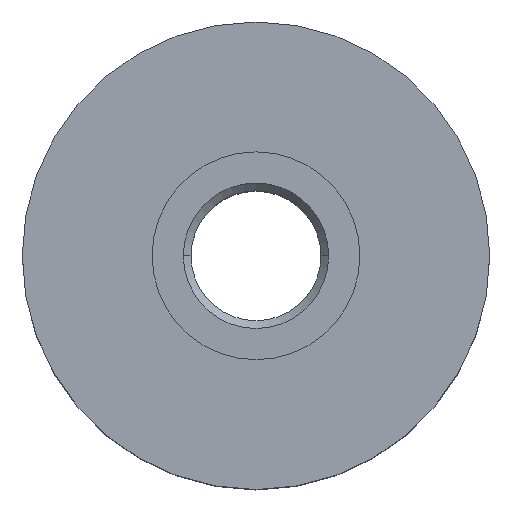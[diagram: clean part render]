
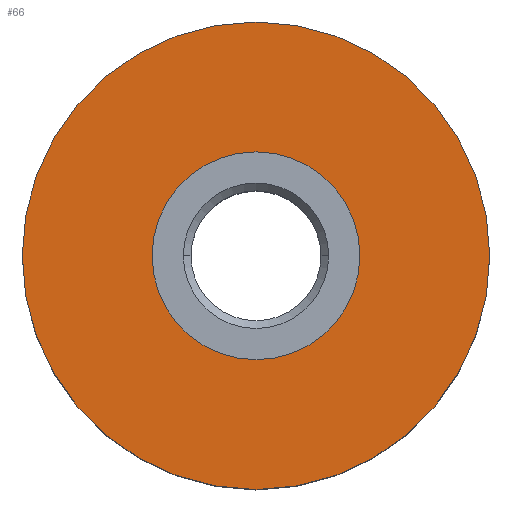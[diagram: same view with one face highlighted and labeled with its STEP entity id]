
A CAD part, top view. The second image highlights one B-rep face of the part: STEP entity #66.
In plain terms, the highlighted planar face has unit normal (0, 0, 1).
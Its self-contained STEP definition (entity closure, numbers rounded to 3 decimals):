
#66 = ADVANCED_FACE ( 'NONE', ( #4117, #4113 ), #6255, .F. ) ;
#620 = DIRECTION ( 'NONE',  ( 1., 0., 0. ) ) ;
#621 = DIRECTION ( 'NONE',  ( 0., 0., 1. ) ) ;
#624 = CARTESIAN_POINT ( 'NONE',  ( 0., 0., 5. ) ) ;
#627 = DIRECTION ( 'NONE',  ( 1., 0., 0. ) ) ;
#628 = DIRECTION ( 'NONE',  ( 0., 0., 1. ) ) ;
#630 = CARTESIAN_POINT ( 'NONE',  ( 0., 0., 5. ) ) ;
#937 = CARTESIAN_POINT ( 'NONE',  ( -9., 0., 5. ) ) ;
#939 = CARTESIAN_POINT ( 'NONE',  ( 9., 0., 5. ) ) ;
#944 = CARTESIAN_POINT ( 'NONE',  ( -4., 0., 5. ) ) ;
#952 = CARTESIAN_POINT ( 'NONE',  ( 4., 0., 5. ) ) ;
#1592 = AXIS2_PLACEMENT_3D ( 'NONE', #2917, #2918, #2919 ) ;
#1593 = AXIS2_PLACEMENT_3D ( 'NONE', #2920, #2921, #2922 ) ;
#1861 = AXIS2_PLACEMENT_3D ( 'NONE', #630, #628, #627 ) ;
#1862 = AXIS2_PLACEMENT_3D ( 'NONE', #624, #621, #620 ) ;
#2308 = CIRCLE ( 'NONE', #1592, 9. ) ;
#2309 = CIRCLE ( 'NONE', #1593, 4. ) ;
#2545 = EDGE_CURVE ( 'NONE', #4933, #4925, #5782, .T. ) ;
#2546 = EDGE_CURVE ( 'NONE', #4920, #4918, #5905, .T. ) ;
#2903 = AXIS2_PLACEMENT_3D ( 'NONE', #6257, #6260, #6253 ) ;
#2917 = CARTESIAN_POINT ( 'NONE',  ( 0., 0., 5. ) ) ;
#2918 = DIRECTION ( 'NONE',  ( 0., 0., 1. ) ) ;
#2919 = DIRECTION ( 'NONE',  ( 1., 0., 0. ) ) ;
#2920 = CARTESIAN_POINT ( 'NONE',  ( 0., 0., 5. ) ) ;
#2921 = DIRECTION ( 'NONE',  ( 0., 0., 1. ) ) ;
#2922 = DIRECTION ( 'NONE',  ( 1., 0., 0. ) ) ;
#3844 = EDGE_CURVE ( 'NONE', #4918, #4920, #2308, .T. ) ;
#3845 = EDGE_CURVE ( 'NONE', #4925, #4933, #2309, .T. ) ;
#4113 = FACE_OUTER_BOUND ( 'NONE', #5108, .T. ) ;
#4117 = FACE_BOUND ( 'NONE', #5112, .T. ) ;
#4918 = VERTEX_POINT ( 'NONE', #937 ) ;
#4920 = VERTEX_POINT ( 'NONE', #939 ) ;
#4925 = VERTEX_POINT ( 'NONE', #944 ) ;
#4933 = VERTEX_POINT ( 'NONE', #952 ) ;
#5108 = EDGE_LOOP ( 'NONE', ( #6043, #6037 ) ) ;
#5112 = EDGE_LOOP ( 'NONE', ( #6040, #6039 ) ) ;
#5782 = CIRCLE ( 'NONE', #1861, 4. ) ;
#5905 = CIRCLE ( 'NONE', #1862, 9. ) ;
#6037 = ORIENTED_EDGE ( 'NONE', *, *, #3844, .T. ) ;
#6039 = ORIENTED_EDGE ( 'NONE', *, *, #3845, .F. ) ;
#6040 = ORIENTED_EDGE ( 'NONE', *, *, #2545, .F. ) ;
#6043 = ORIENTED_EDGE ( 'NONE', *, *, #2546, .T. ) ;
#6253 = DIRECTION ( 'NONE',  ( -1., 0., 0. ) ) ;
#6255 = PLANE ( 'NONE',  #2903 ) ;
#6257 = CARTESIAN_POINT ( 'NONE',  ( 0., 9., 5. ) ) ;
#6260 = DIRECTION ( 'NONE',  ( 0., 0., -1. ) ) ;
